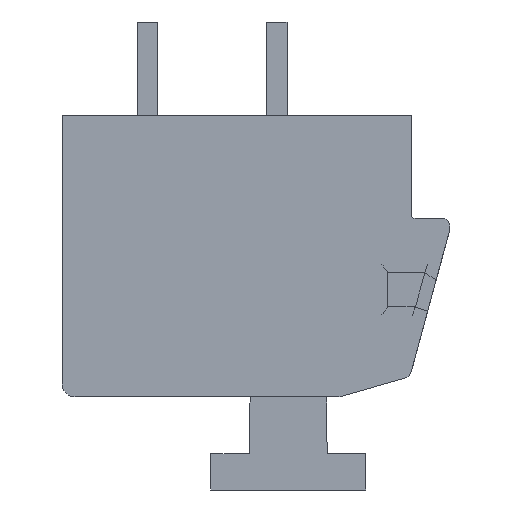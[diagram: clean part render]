
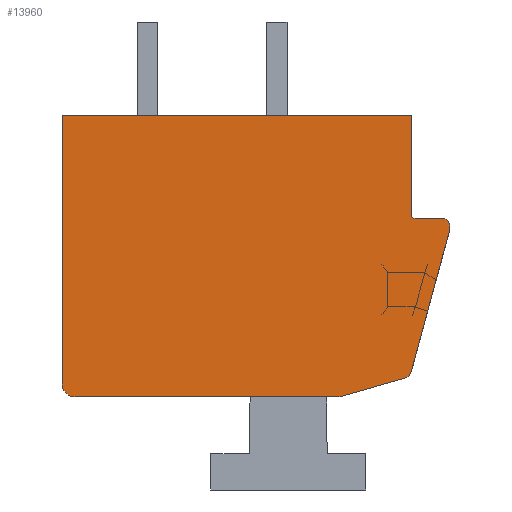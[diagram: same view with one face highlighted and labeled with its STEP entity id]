
A CAD part, front view. The second image highlights one B-rep face of the part: STEP entity #13960.
In plain terms, the highlighted planar face has unit normal (0, -1, 0).
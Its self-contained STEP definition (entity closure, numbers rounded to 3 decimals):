
#1=CARTESIAN_POINT('',(7.2,-118.75,1.15));
#2=DIRECTION('',(0.,-1.,0.));
#3=DIRECTION('',(1.,0.,0.));
#4=AXIS2_PLACEMENT_3D('',#1,#2,#3);
#6=DIRECTION('',(0.,0.,-1.));
#7=VECTOR('',#6,0.119);
#8=CARTESIAN_POINT('',(7.5,-118.75,1.15));
#9=LINE('',#8,#7);
#10=DIRECTION('',(0.262,0.,0.965));
#11=VECTOR('',#10,5.739);
#12=CARTESIAN_POINT('',(5.994,-118.75,-4.507));
#13=LINE('',#12,#11);
#14=CARTESIAN_POINT('',(5.705,-118.75,-4.428));
#15=DIRECTION('',(0.,-1.,0.));
#16=DIRECTION('',(0.274,0.,-0.962));
#17=AXIS2_PLACEMENT_3D('',#14,#15,#16);
#19=DIRECTION('',(0.962,0.,0.274));
#20=VECTOR('',#19,2.679);
#21=CARTESIAN_POINT('',(3.21,-118.75,-5.45));
#22=LINE('',#21,#20);
#23=DIRECTION('',(-1.,0.,0.));
#24=VECTOR('',#23,10.21);
#25=CARTESIAN_POINT('',(3.21,-118.75,-5.45));
#26=LINE('',#25,#24);
#27=CARTESIAN_POINT('',(-7.,-118.75,-4.95));
#28=DIRECTION('',(0.,-1.,0.));
#29=DIRECTION('',(-1.,0.,0.));
#30=AXIS2_PLACEMENT_3D('',#27,#28,#29);
#32=DIRECTION('',(0.,0.,1.));
#33=VECTOR('',#32,10.4);
#34=CARTESIAN_POINT('',(-7.5,-118.75,-4.95));
#35=LINE('',#34,#33);
#36=DIRECTION('',(1.,0.,0.));
#37=VECTOR('',#36,13.5);
#38=CARTESIAN_POINT('',(-7.5,-118.75,5.45));
#39=LINE('',#38,#37);
#40=DIRECTION('',(0.,0.,-1.));
#41=VECTOR('',#40,3.85);
#42=CARTESIAN_POINT('',(6.,-118.75,5.45));
#43=LINE('',#42,#41);
#44=DIRECTION('',(1.,0.,0.));
#45=VECTOR('',#44,1.05);
#46=CARTESIAN_POINT('',(6.15,-118.75,1.45));
#47=LINE('',#46,#45);
#60=CARTESIAN_POINT('',(6.15,-118.75,1.6));
#61=DIRECTION('',(0.,1.,0.));
#62=DIRECTION('',(0.,0.,-1.));
#63=AXIS2_PLACEMENT_3D('',#60,#61,#62);
#11169=CARTESIAN_POINT('',(-7.5,-118.75,5.45));
#11170=CARTESIAN_POINT('',(6.,-118.75,5.45));
#11171=VERTEX_POINT('',#11169);
#11172=VERTEX_POINT('',#11170);
#11173=CARTESIAN_POINT('',(6.,-118.75,1.6));
#11174=VERTEX_POINT('',#11173);
#11175=CARTESIAN_POINT('',(6.15,-118.75,1.45));
#11176=VERTEX_POINT('',#11175);
#11177=CARTESIAN_POINT('',(7.5,-118.75,1.15));
#11178=CARTESIAN_POINT('',(7.2,-118.75,1.45));
#11179=VERTEX_POINT('',#11177);
#11180=VERTEX_POINT('',#11178);
#11181=CARTESIAN_POINT('',(5.787,-118.75,-4.716));
#11182=CARTESIAN_POINT('',(5.994,-118.75,-4.507));
#11183=VERTEX_POINT('',#11181);
#11184=VERTEX_POINT('',#11182);
#11185=CARTESIAN_POINT('',(-7.5,-118.75,-4.95));
#11186=CARTESIAN_POINT('',(-7.,-118.75,-5.45));
#11187=VERTEX_POINT('',#11185);
#11188=VERTEX_POINT('',#11186);
#11189=CARTESIAN_POINT('',(3.21,-118.75,-5.45));
#11190=VERTEX_POINT('',#11189);
#11191=CARTESIAN_POINT('',(7.5,-118.75,1.031));
#11192=VERTEX_POINT('',#11191);
#13929=CARTESIAN_POINT('',(0.,-118.75,0.));
#13930=DIRECTION('',(0.,1.,0.));
#13931=DIRECTION('',(1.,0.,0.));
#13932=AXIS2_PLACEMENT_3D('',#13929,#13930,#13931);
#13933=PLANE('',#13932);
#13935=ORIENTED_EDGE('',*,*,#13934,.F.);
#13937=ORIENTED_EDGE('',*,*,#13936,.T.);
#13939=ORIENTED_EDGE('',*,*,#13938,.F.);
#13941=ORIENTED_EDGE('',*,*,#13940,.F.);
#13943=ORIENTED_EDGE('',*,*,#13942,.F.);
#13945=ORIENTED_EDGE('',*,*,#13944,.T.);
#13947=ORIENTED_EDGE('',*,*,#13946,.F.);
#13949=ORIENTED_EDGE('',*,*,#13948,.T.);
#13951=ORIENTED_EDGE('',*,*,#13950,.T.);
#13953=ORIENTED_EDGE('',*,*,#13952,.T.);
#13955=ORIENTED_EDGE('',*,*,#13954,.F.);
#13957=ORIENTED_EDGE('',*,*,#13956,.T.);
#13958=EDGE_LOOP('',(#13935,#13937,#13939,#13941,#13943,#13945,#13947,#13949,
#13951,#13953,#13955,#13957));
#13959=FACE_OUTER_BOUND('',#13958,.F.);
#13960=ADVANCED_FACE('',(#13959),#13933,.F.);
#5=CIRCLE('',#4,0.3);
#18=CIRCLE('',#17,0.3);
#31=CIRCLE('',#30,0.5);
#64=CIRCLE('',#63,0.15);
#13934=EDGE_CURVE('',#11179,#11180,#5,.T.);
#13936=EDGE_CURVE('',#11179,#11192,#9,.T.);
#13938=EDGE_CURVE('',#11184,#11192,#13,.T.);
#13940=EDGE_CURVE('',#11183,#11184,#18,.T.);
#13942=EDGE_CURVE('',#11190,#11183,#22,.T.);
#13944=EDGE_CURVE('',#11190,#11188,#26,.T.);
#13946=EDGE_CURVE('',#11187,#11188,#31,.T.);
#13948=EDGE_CURVE('',#11187,#11171,#35,.T.);
#13950=EDGE_CURVE('',#11171,#11172,#39,.T.);
#13952=EDGE_CURVE('',#11172,#11174,#43,.T.);
#13954=EDGE_CURVE('',#11176,#11174,#64,.T.);
#13956=EDGE_CURVE('',#11176,#11180,#47,.T.);
